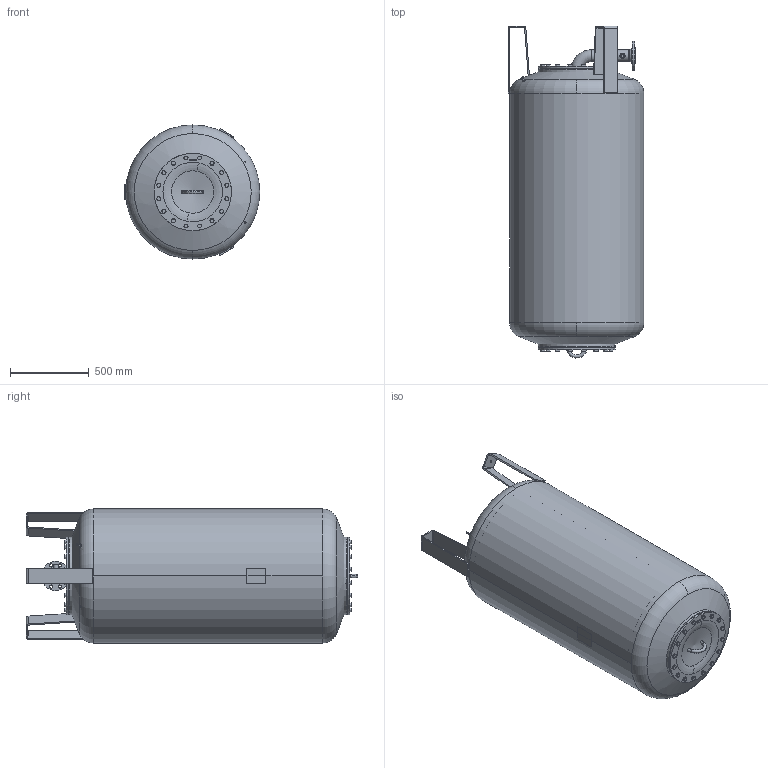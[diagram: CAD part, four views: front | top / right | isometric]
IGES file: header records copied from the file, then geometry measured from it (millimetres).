
Global section: file name: No Iges File Name specified; native system: Autodesk Inventor 2009; preprocessor: AutoDesk Inventor Iges Exporter R2009; author: CADJOBServer; date: 20091015.172934; units: millimetre
Bounding box: 859.29 x 2103.15 x 850 mm (x, y, z)
Volume: 58686194.9 mm3; surface area: 17842738.2 mm2
Topology: 43 solids, 43 shells, 1968 faces, 4888 edges, 3167 vertices
Faces by surface type: plane 712, bspline 402, cone 290, revolution 243, cylinder 242, torus 74, sphere 5
